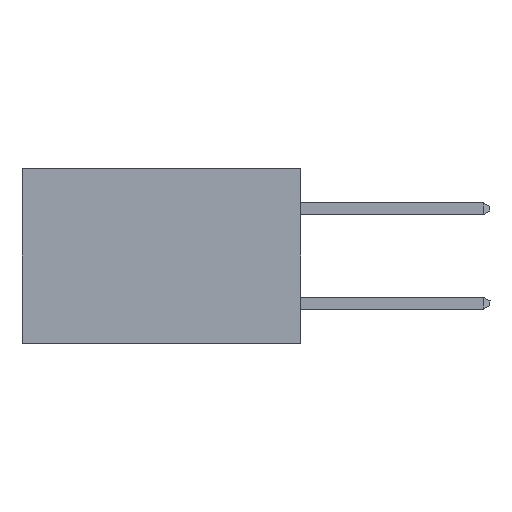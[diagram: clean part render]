
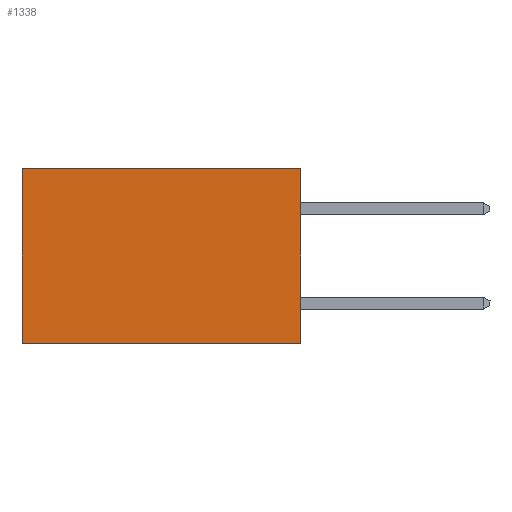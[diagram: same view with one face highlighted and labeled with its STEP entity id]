
A CAD part, left-side view. The second image highlights one B-rep face of the part: STEP entity #1338.
In plain terms, the highlighted planar face has unit normal (-1, 0, 0).
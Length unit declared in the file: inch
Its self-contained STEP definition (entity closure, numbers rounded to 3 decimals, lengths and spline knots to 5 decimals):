
#385 = LINE ( 'NONE', #1832, #4280 ) ;
#765 = DIRECTION ( 'NONE',  ( 0., 0., -1. ) ) ;
#995 = ORIENTED_EDGE ( 'NONE', *, *, #5304, .T. ) ;
#1077 = VERTEX_POINT ( 'NONE', #5621 ) ;
#1161 = CARTESIAN_POINT ( 'NONE',  ( 0.277, 0., -0.37 ) ) ;
#1310 = EDGE_CURVE ( 'NONE', #2512, #1077, #7957, .T. ) ;
#1338 = ADVANCED_FACE ( 'NONE', ( #7310 ), #4645, .F. ) ;
#1452 = CARTESIAN_POINT ( 'NONE',  ( 0.277, 0., -0.37 ) ) ;
#1832 = CARTESIAN_POINT ( 'NONE',  ( 0.277, 0., 0. ) ) ;
#2443 = CARTESIAN_POINT ( 'NONE',  ( 0.277, 0.59, -0.37 ) ) ;
#2473 = CARTESIAN_POINT ( 'NONE',  ( 0.277, 0., 0. ) ) ;
#2512 = VERTEX_POINT ( 'NONE', #1452 ) ;
#2657 = DIRECTION ( 'NONE',  ( 0., 0., -1. ) ) ;
#2778 = EDGE_CURVE ( 'NONE', #5163, #1077, #8594, .T. ) ;
#2815 = EDGE_LOOP ( 'NONE', ( #6937, #6083, #4877, #995 ) ) ;
#3041 = CARTESIAN_POINT ( 'NONE',  ( 0.277, 0.59, 0. ) ) ;
#3175 = DIRECTION ( 'NONE',  ( 0., 1., 0. ) ) ;
#3183 = VERTEX_POINT ( 'NONE', #2473 ) ;
#3295 = DIRECTION ( 'NONE',  ( 0., 1., 0. ) ) ;
#3327 = VECTOR ( 'NONE', #2657, 39.37008 ) ;
#3683 = AXIS2_PLACEMENT_3D ( 'NONE', #6319, #6113, #6103 ) ;
#4280 = VECTOR ( 'NONE', #3175, 39.37008 ) ;
#4405 = CARTESIAN_POINT ( 'NONE',  ( 0.277, 0., -0.37 ) ) ;
#4645 = PLANE ( 'NONE',  #3683 ) ;
#4877 = ORIENTED_EDGE ( 'NONE', *, *, #8913, .F. ) ;
#5163 = VERTEX_POINT ( 'NONE', #3041 ) ;
#5304 = EDGE_CURVE ( 'NONE', #3183, #5163, #385, .T. ) ;
#5503 = VECTOR ( 'NONE', #3295, 39.37008 ) ;
#5564 = LINE ( 'NONE', #4405, #7168 ) ;
#5621 = CARTESIAN_POINT ( 'NONE',  ( 0.277, 0.59, -0.37 ) ) ;
#6083 = ORIENTED_EDGE ( 'NONE', *, *, #1310, .F. ) ;
#6103 = DIRECTION ( 'NONE',  ( 0., 0., -1. ) ) ;
#6113 = DIRECTION ( 'NONE',  ( 1., 0., 0. ) ) ;
#6319 = CARTESIAN_POINT ( 'NONE',  ( 0.277, 0., -0.37 ) ) ;
#6937 = ORIENTED_EDGE ( 'NONE', *, *, #2778, .T. ) ;
#7168 = VECTOR ( 'NONE', #765, 39.37008 ) ;
#7310 = FACE_OUTER_BOUND ( 'NONE', #2815, .T. ) ;
#7957 = LINE ( 'NONE', #1161, #5503 ) ;
#8594 = LINE ( 'NONE', #2443, #3327 ) ;
#8913 = EDGE_CURVE ( 'NONE', #3183, #2512, #5564, .T. ) ;
